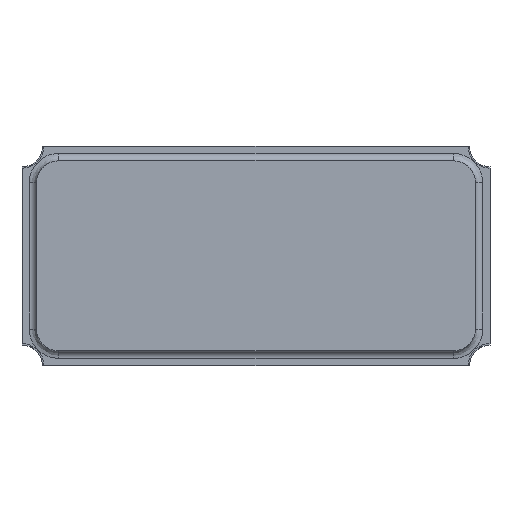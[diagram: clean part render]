
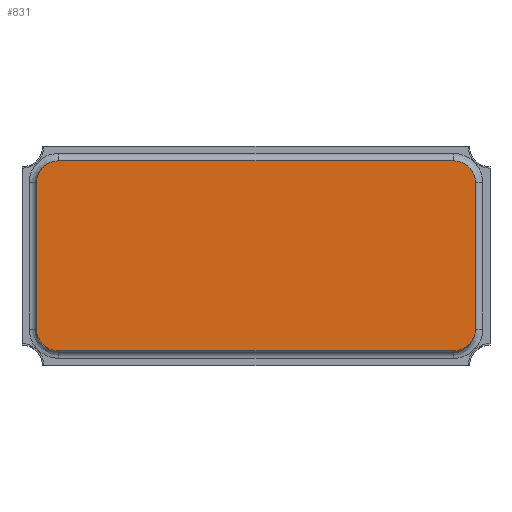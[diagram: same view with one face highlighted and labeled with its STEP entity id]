
A CAD part, top view. The second image highlights one B-rep face of the part: STEP entity #831.
In plain terms, the highlighted planar face has unit normal (0, 0, 1).
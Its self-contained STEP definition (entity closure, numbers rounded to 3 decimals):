
#639 = EDGE_CURVE('',#640,#642,#644,.T.);
#640 = VERTEX_POINT('',#641);
#641 = CARTESIAN_POINT('',(1.35,-0.65,0.91));
#642 = VERTEX_POINT('',#643);
#643 = CARTESIAN_POINT('',(1.5,-0.5,0.91));
#644 = CIRCLE('',#645,0.15);
#645 = AXIS2_PLACEMENT_3D('',#646,#647,#648);
#646 = CARTESIAN_POINT('',(1.35,-0.5,0.91));
#647 = DIRECTION('',(0.,0.,1.));
#648 = DIRECTION('',(1.,0.,0.));
#671 = EDGE_CURVE('',#642,#672,#674,.T.);
#672 = VERTEX_POINT('',#673);
#673 = CARTESIAN_POINT('',(1.5,0.5,0.91));
#674 = LINE('',#675,#676);
#675 = CARTESIAN_POINT('',(1.5,0.,0.91));
#676 = VECTOR('',#677,1.);
#677 = DIRECTION('',(0.,1.,0.));
#695 = EDGE_CURVE('',#672,#696,#698,.T.);
#696 = VERTEX_POINT('',#697);
#697 = CARTESIAN_POINT('',(1.35,0.65,0.91));
#698 = CIRCLE('',#699,0.15);
#699 = AXIS2_PLACEMENT_3D('',#700,#701,#702);
#700 = CARTESIAN_POINT('',(1.35,0.5,0.91));
#701 = DIRECTION('',(0.,0.,1.));
#702 = DIRECTION('',(1.,0.,0.));
#720 = EDGE_CURVE('',#721,#696,#723,.T.);
#721 = VERTEX_POINT('',#722);
#722 = CARTESIAN_POINT('',(-1.35,0.65,0.91));
#723 = LINE('',#724,#725);
#724 = CARTESIAN_POINT('',(1.35,0.65,0.91));
#725 = VECTOR('',#726,1.);
#726 = DIRECTION('',(1.,0.,0.));
#744 = EDGE_CURVE('',#745,#721,#747,.T.);
#745 = VERTEX_POINT('',#746);
#746 = CARTESIAN_POINT('',(-1.5,0.5,0.91));
#747 = CIRCLE('',#748,0.15);
#748 = AXIS2_PLACEMENT_3D('',#749,#750,#751);
#749 = CARTESIAN_POINT('',(-1.35,0.5,0.91));
#750 = DIRECTION('',(0.,0.,-1.));
#751 = DIRECTION('',(1.,0.,0.));
#769 = EDGE_CURVE('',#770,#745,#772,.T.);
#770 = VERTEX_POINT('',#771);
#771 = CARTESIAN_POINT('',(-1.5,-0.5,0.91));
#772 = LINE('',#773,#774);
#773 = CARTESIAN_POINT('',(-1.5,0.5,0.91));
#774 = VECTOR('',#775,1.);
#775 = DIRECTION('',(0.,1.,0.));
#793 = EDGE_CURVE('',#794,#770,#796,.T.);
#794 = VERTEX_POINT('',#795);
#795 = CARTESIAN_POINT('',(-1.35,-0.65,0.91));
#796 = CIRCLE('',#797,0.15);
#797 = AXIS2_PLACEMENT_3D('',#798,#799,#800);
#798 = CARTESIAN_POINT('',(-1.35,-0.5,0.91));
#799 = DIRECTION('',(0.,0.,-1.));
#800 = DIRECTION('',(1.,0.,0.));
#818 = EDGE_CURVE('',#640,#794,#819,.T.);
#819 = LINE('',#820,#821);
#820 = CARTESIAN_POINT('',(-1.35,-0.65,0.91));
#821 = VECTOR('',#822,1.);
#822 = DIRECTION('',(-1.,0.,0.));
#831 = ADVANCED_FACE('',(#832),#842,.T.);
#832 = FACE_BOUND('',#833,.T.);
#833 = EDGE_LOOP('',(#834,#835,#836,#837,#838,#839,#840,#841));
#834 = ORIENTED_EDGE('',*,*,#720,.F.);
#835 = ORIENTED_EDGE('',*,*,#744,.F.);
#836 = ORIENTED_EDGE('',*,*,#769,.F.);
#837 = ORIENTED_EDGE('',*,*,#793,.F.);
#838 = ORIENTED_EDGE('',*,*,#818,.F.);
#839 = ORIENTED_EDGE('',*,*,#639,.T.);
#840 = ORIENTED_EDGE('',*,*,#671,.T.);
#841 = ORIENTED_EDGE('',*,*,#695,.T.);
#842 = PLANE('',#843);
#843 = AXIS2_PLACEMENT_3D('',#844,#845,#846);
#844 = CARTESIAN_POINT('',(0.,0.,0.91)
  );
#845 = DIRECTION('',(0.,0.,1.));
#846 = DIRECTION('',(1.,0.,0.));
